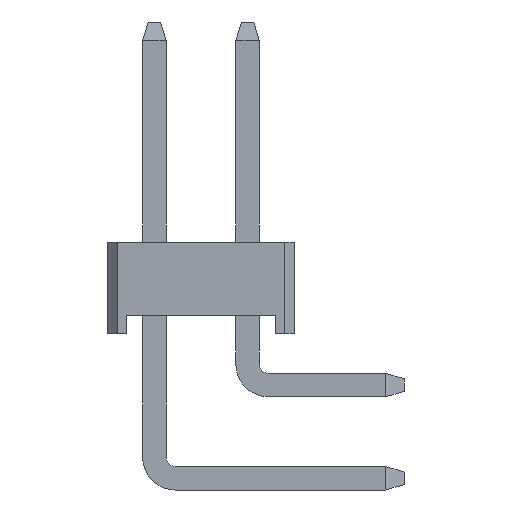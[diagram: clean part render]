
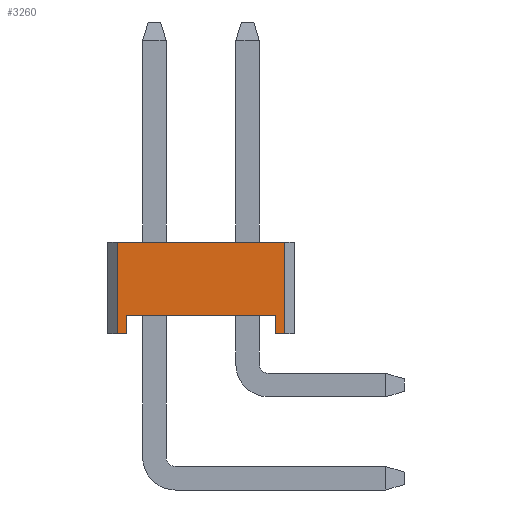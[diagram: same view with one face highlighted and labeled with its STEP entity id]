
A CAD part, left-side view. The second image highlights one B-rep face of the part: STEP entity #3260.
In plain terms, the highlighted planar face has unit normal (-1, 0, 0).
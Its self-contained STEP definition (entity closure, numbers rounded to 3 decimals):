
#46 = VECTOR ( 'NONE', #652, 1000. ) ;
#73 = CARTESIAN_POINT ( 'NONE',  ( -1.27, 0., 0. ) ) ;
#74 = EDGE_LOOP ( 'NONE', ( #956, #2219, #2335, #2727, #2236, #1883, #2999, #2953 ) ) ;
#151 = CARTESIAN_POINT ( 'NONE',  ( -1.27, 0.5, 0.5 ) ) ;
#266 = EDGE_CURVE ( 'NONE', #2367, #1780, #2435, .T. ) ;
#277 = VECTOR ( 'NONE', #2558, 1000. ) ;
#283 = CARTESIAN_POINT ( 'NONE',  ( -1.27, 4.58, 0.5 ) ) ;
#388 = DIRECTION ( 'NONE',  ( 0., 0., -1. ) ) ;
#586 = EDGE_CURVE ( 'NONE', #3286, #2367, #1702, .T. ) ;
#587 = LINE ( 'NONE', #2428, #1151 ) ;
#617 = CARTESIAN_POINT ( 'NONE',  ( -1.27, 4.826, 0. ) ) ;
#640 = VECTOR ( 'NONE', #1430, 1000. ) ;
#641 = VECTOR ( 'NONE', #972, 1000. ) ;
#652 = DIRECTION ( 'NONE',  ( 0., 0., -1. ) ) ;
#671 = VERTEX_POINT ( 'NONE', #2814 ) ;
#855 = LINE ( 'NONE', #1896, #2184 ) ;
#934 = CARTESIAN_POINT ( 'NONE',  ( -1.27, 0., 0. ) ) ;
#956 = ORIENTED_EDGE ( 'NONE', *, *, #998, .T. ) ;
#972 = DIRECTION ( 'NONE',  ( 0., 0., -1. ) ) ;
#998 = EDGE_CURVE ( 'NONE', #3006, #2818, #2797, .T. ) ;
#1151 = VECTOR ( 'NONE', #2686, 1000. ) ;
#1343 = CARTESIAN_POINT ( 'NONE',  ( -1.27, 4.826, 2.5 ) ) ;
#1354 = VECTOR ( 'NONE', #2204, 1000. ) ;
#1430 = DIRECTION ( 'NONE',  ( 0., 1., 0. ) ) ;
#1444 = EDGE_CURVE ( 'NONE', #671, #2818, #1960, .T. ) ;
#1459 = LINE ( 'NONE', #2759, #277 ) ;
#1627 = CARTESIAN_POINT ( 'NONE',  ( -1.27, 4.826, 0. ) ) ;
#1669 = CARTESIAN_POINT ( 'NONE',  ( -1.27, 0., 0. ) ) ;
#1702 = LINE ( 'NONE', #1669, #640 ) ;
#1758 = EDGE_CURVE ( 'NONE', #3286, #3236, #855, .T. ) ;
#1776 = CARTESIAN_POINT ( 'NONE',  ( -1.27, 0.5, 0. ) ) ;
#1780 = VERTEX_POINT ( 'NONE', #1343 ) ;
#1883 = ORIENTED_EDGE ( 'NONE', *, *, #586, .F. ) ;
#1895 = DIRECTION ( 'NONE',  ( 0., 0., 1. ) ) ;
#1896 = CARTESIAN_POINT ( 'NONE',  ( -1.27, 4.58, 0. ) ) ;
#1960 = LINE ( 'NONE', #934, #1354 ) ;
#2031 = LINE ( 'NONE', #3088, #46 ) ;
#2055 = CARTESIAN_POINT ( 'NONE',  ( -1.27, 0.254, 2.5 ) ) ;
#2114 = PLANE ( 'NONE',  #3350 ) ;
#2184 = VECTOR ( 'NONE', #2656, 1000. ) ;
#2204 = DIRECTION ( 'NONE',  ( 0., 1., 0. ) ) ;
#2218 = CARTESIAN_POINT ( 'NONE',  ( -1.27, 4.58, 0. ) ) ;
#2219 = ORIENTED_EDGE ( 'NONE', *, *, #1444, .F. ) ;
#2236 = ORIENTED_EDGE ( 'NONE', *, *, #266, .F. ) ;
#2238 = EDGE_CURVE ( 'NONE', #1780, #2505, #587, .T. ) ;
#2327 = VECTOR ( 'NONE', #1895, 1000. ) ;
#2335 = ORIENTED_EDGE ( 'NONE', *, *, #3065, .F. ) ;
#2367 = VERTEX_POINT ( 'NONE', #1627 ) ;
#2428 = CARTESIAN_POINT ( 'NONE',  ( -1.27, 5.08, 2.5 ) ) ;
#2435 = LINE ( 'NONE', #617, #2327 ) ;
#2505 = VERTEX_POINT ( 'NONE', #2055 ) ;
#2558 = DIRECTION ( 'NONE',  ( 0., 1., 0. ) ) ;
#2656 = DIRECTION ( 'NONE',  ( 0., 0., 1. ) ) ;
#2669 = EDGE_CURVE ( 'NONE', #3006, #3236, #1459, .T. ) ;
#2686 = DIRECTION ( 'NONE',  ( 0., -1., 0. ) ) ;
#2727 = ORIENTED_EDGE ( 'NONE', *, *, #2238, .F. ) ;
#2759 = CARTESIAN_POINT ( 'NONE',  ( -1.27, 0., 0.5 ) ) ;
#2797 = LINE ( 'NONE', #151, #641 ) ;
#2814 = CARTESIAN_POINT ( 'NONE',  ( -1.27, 0.254, 0. ) ) ;
#2818 = VERTEX_POINT ( 'NONE', #1776 ) ;
#2895 = FACE_OUTER_BOUND ( 'NONE', #74, .T. ) ;
#2953 = ORIENTED_EDGE ( 'NONE', *, *, #2669, .F. ) ;
#2998 = CARTESIAN_POINT ( 'NONE',  ( -1.27, 0.5, 0.5 ) ) ;
#2999 = ORIENTED_EDGE ( 'NONE', *, *, #1758, .T. ) ;
#3006 = VERTEX_POINT ( 'NONE', #2998 ) ;
#3065 = EDGE_CURVE ( 'NONE', #2505, #671, #2031, .T. ) ;
#3088 = CARTESIAN_POINT ( 'NONE',  ( -1.27, 0.254, 0. ) ) ;
#3228 = DIRECTION ( 'NONE',  ( 1., 0., 0. ) ) ;
#3236 = VERTEX_POINT ( 'NONE', #283 ) ;
#3260 = ADVANCED_FACE ( 'NONE', ( #2895 ), #2114, .F. ) ;
#3286 = VERTEX_POINT ( 'NONE', #2218 ) ;
#3350 = AXIS2_PLACEMENT_3D ( 'NONE', #73, #3228, #388 ) ;
